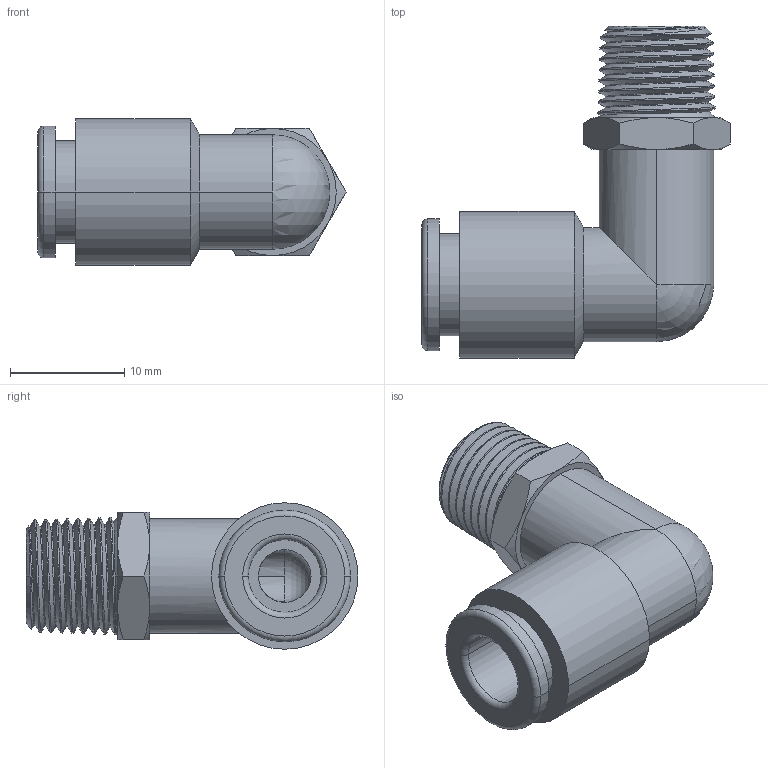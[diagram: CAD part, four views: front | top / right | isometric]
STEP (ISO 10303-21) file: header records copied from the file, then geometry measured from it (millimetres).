
FILE_DESCRIPTION (( 'STEP AP203' ), '1' );
FILE_NAME ('5486K121_Weld-Spatter-Resistant Push-to-Connect Tube Fitting.STEP', '2021-09-09T13:26:24', ( 'Administrator' ), ( 'Managed by Terraform' ), 'SwSTEP 2.0', 'SolidWorks 2017', '' );
FILE_SCHEMA (( 'CONFIG_CONTROL_DESIGN' ));
Length unit declared in the file: millimetre
Products named in the file (1): 5486K121_Weld-Spatter-Resistant Push-to-Connect Tube Fitting
Bounding box: 26.92 x 29 x 12.8 mm (x, y, z)
Volume: 2917.2 mm3; surface area: 2602.1 mm2
Topology: 1 solids, 1 shells, 76 faces, 184 edges, 112 vertices
Faces by surface type: cone 40, cylinder 14, plane 13, torus 4, bspline 3, sphere 2
Entity records: 5482 total; most frequent: CARTESIAN_POINT 3758, ORIENTED_EDGE 362, DIRECTION 312, EDGE_CURVE 181, AXIS2_PLACEMENT_3D 133, VERTEX_POINT 112, EDGE_LOOP 83, ADVANCED_FACE 76
